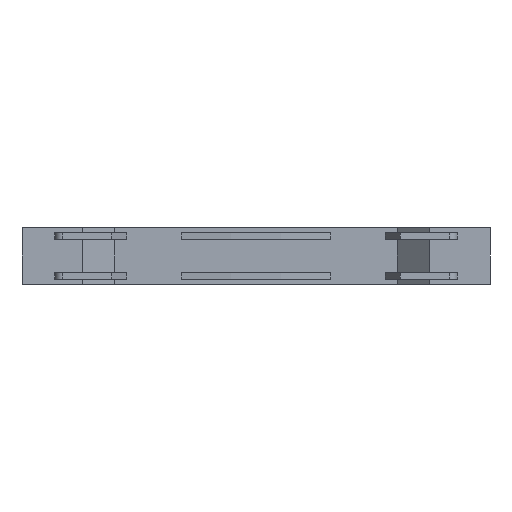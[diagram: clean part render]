
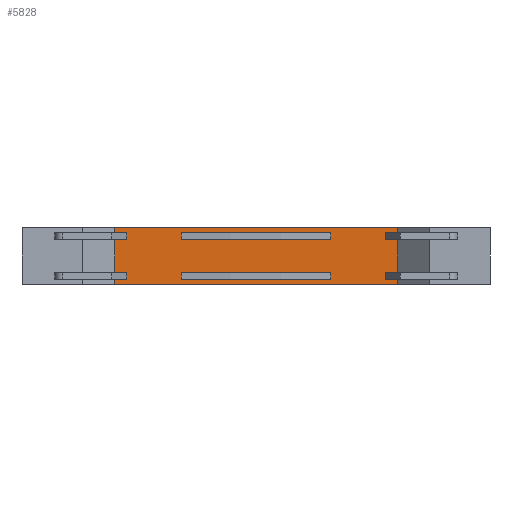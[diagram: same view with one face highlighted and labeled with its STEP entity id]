
A CAD part, front view. The second image highlights one B-rep face of the part: STEP entity #5828.
In plain terms, the highlighted planar face has unit normal (0, -1, 0).
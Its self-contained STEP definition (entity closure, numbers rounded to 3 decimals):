
#246 = EDGE_CURVE ( 'NONE', #6113, #8135, #603, .T. ) ;
#327 = ORIENTED_EDGE ( 'NONE', *, *, #6158, .T. ) ;
#603 = LINE ( 'NONE', #5330, #7959 ) ;
#715 = LINE ( 'NONE', #7736, #6216 ) ;
#786 = LINE ( 'NONE', #4669, #2449 ) ;
#851 = VERTEX_POINT ( 'NONE', #2036 ) ;
#903 = CARTESIAN_POINT ( 'NONE',  ( 9.29, 0., 2.875 ) ) ;
#932 = CARTESIAN_POINT ( 'NONE',  ( 9.29, 0., -2.075 ) ) ;
#1072 = EDGE_CURVE ( 'NONE', #4459, #7467, #5667, .T. ) ;
#1507 = CARTESIAN_POINT ( 'NONE',  ( 0., 0., -2.075 ) ) ;
#1522 = CARTESIAN_POINT ( 'NONE',  ( -9.29, 0., 2.875 ) ) ;
#1626 = LINE ( 'NONE', #1507, #8500 ) ;
#1639 = VECTOR ( 'NONE', #4517, 1000. ) ;
#1659 = VECTOR ( 'NONE', #5843, 1000. ) ;
#1720 = DIRECTION ( 'NONE',  ( 0., 0., -1. ) ) ;
#1886 = DIRECTION ( 'NONE',  ( 1., 0., 0. ) ) ;
#1970 = CARTESIAN_POINT ( 'NONE',  ( 0., 0., 3.5 ) ) ;
#2000 = EDGE_CURVE ( 'NONE', #7467, #2779, #786, .T. ) ;
#2036 = CARTESIAN_POINT ( 'NONE',  ( 9.29, 0., -2.875 ) ) ;
#2083 = EDGE_CURVE ( 'NONE', #4083, #5445, #1626, .T. ) ;
#2205 = FACE_BOUND ( 'NONE', #4599, .T. ) ;
#2216 = DIRECTION ( 'NONE',  ( -1., 0., 0. ) ) ;
#2254 = EDGE_CURVE ( 'NONE', #6743, #4459, #7193, .T. ) ;
#2413 = VECTOR ( 'NONE', #5239, 1000. ) ;
#2427 = LINE ( 'NONE', #7517, #6037 ) ;
#2436 = CARTESIAN_POINT ( 'NONE',  ( -17.5, 0., 3.5 ) ) ;
#2449 = VECTOR ( 'NONE', #6782, 1000. ) ;
#2644 = LINE ( 'NONE', #6893, #4565 ) ;
#2682 = DIRECTION ( 'NONE',  ( 0., 0., 1. ) ) ;
#2779 = VERTEX_POINT ( 'NONE', #7280 ) ;
#2872 = ORIENTED_EDGE ( 'NONE', *, *, #5770, .T. ) ;
#3061 = EDGE_LOOP ( 'NONE', ( #8633, #6555, #8854, #3939 ) ) ;
#3186 = ORIENTED_EDGE ( 'NONE', *, *, #6052, .T. ) ;
#3246 = DIRECTION ( 'NONE',  ( 1., 0., 0. ) ) ;
#3405 = VECTOR ( 'NONE', #1720, 1000. ) ;
#3459 = ORIENTED_EDGE ( 'NONE', *, *, #2083, .F. ) ;
#3939 = ORIENTED_EDGE ( 'NONE', *, *, #1072, .T. ) ;
#4083 = VERTEX_POINT ( 'NONE', #7018 ) ;
#4197 = DIRECTION ( 'NONE',  ( 0., 0., 1. ) ) ;
#4215 = VERTEX_POINT ( 'NONE', #1522 ) ;
#4331 = LINE ( 'NONE', #932, #2413 ) ;
#4386 = CARTESIAN_POINT ( 'NONE',  ( -27., 0., -3.5 ) ) ;
#4414 = CARTESIAN_POINT ( 'NONE',  ( -9.29, 0., -2.075 ) ) ;
#4459 = VERTEX_POINT ( 'NONE', #9031 ) ;
#4517 = DIRECTION ( 'NONE',  ( 1., 0., 0. ) ) ;
#4535 = CARTESIAN_POINT ( 'NONE',  ( -17.5, 0., 3.5 ) ) ;
#4565 = VECTOR ( 'NONE', #1886, 1000. ) ;
#4599 = EDGE_LOOP ( 'NONE', ( #3459, #327, #3186, #4862 ) ) ;
#4669 = CARTESIAN_POINT ( 'NONE',  ( 17.5, 0., 3.5 ) ) ;
#4709 = CARTESIAN_POINT ( 'NONE',  ( 17.5, 0., -3.5 ) ) ;
#4862 = ORIENTED_EDGE ( 'NONE', *, *, #5219, .T. ) ;
#4973 = ORIENTED_EDGE ( 'NONE', *, *, #6390, .F. ) ;
#5098 = VERTEX_POINT ( 'NONE', #6020 ) ;
#5135 = CARTESIAN_POINT ( 'NONE',  ( 0., 0., -2.875 ) ) ;
#5219 = EDGE_CURVE ( 'NONE', #5799, #5445, #715, .T. ) ;
#5239 = DIRECTION ( 'NONE',  ( 0., 0., -1. ) ) ;
#5296 = CARTESIAN_POINT ( 'NONE',  ( -9.29, 0., 2.075 ) ) ;
#5330 = CARTESIAN_POINT ( 'NONE',  ( 9.29, 0., 2.075 ) ) ;
#5350 = VECTOR ( 'NONE', #7004, 1000. ) ;
#5369 = DIRECTION ( 'NONE',  ( 0., 0., -1. ) ) ;
#5445 = VERTEX_POINT ( 'NONE', #4414 ) ;
#5489 = LINE ( 'NONE', #5296, #8995 ) ;
#5494 = CARTESIAN_POINT ( 'NONE',  ( -9.29, 0., -2.875 ) ) ;
#5542 = AXIS2_PLACEMENT_3D ( 'NONE', #1970, #6978, #2682 ) ;
#5579 = LINE ( 'NONE', #5591, #5350 ) ;
#5591 = CARTESIAN_POINT ( 'NONE',  ( 0., 0., 2.075 ) ) ;
#5667 = LINE ( 'NONE', #4386, #1639 ) ;
#5770 = EDGE_CURVE ( 'NONE', #4215, #6113, #2644, .T. ) ;
#5799 = VERTEX_POINT ( 'NONE', #5494 ) ;
#5828 = ADVANCED_FACE ( 'NONE', ( #2205, #6470, #7679 ), #6242, .F. ) ;
#5843 = DIRECTION ( 'NONE',  ( -1., 0., 0. ) ) ;
#5973 = DIRECTION ( 'NONE',  ( 0., 0., 1. ) ) ;
#6020 = CARTESIAN_POINT ( 'NONE',  ( -9.29, 0., 2.075 ) ) ;
#6037 = VECTOR ( 'NONE', #3246, 1000. ) ;
#6052 = EDGE_CURVE ( 'NONE', #851, #5799, #7354, .T. ) ;
#6113 = VERTEX_POINT ( 'NONE', #903 ) ;
#6158 = EDGE_CURVE ( 'NONE', #4083, #851, #4331, .T. ) ;
#6216 = VECTOR ( 'NONE', #4197, 1000. ) ;
#6242 = PLANE ( 'NONE',  #5542 ) ;
#6390 = EDGE_CURVE ( 'NONE', #5098, #8135, #5579, .T. ) ;
#6470 = FACE_OUTER_BOUND ( 'NONE', #3061, .T. ) ;
#6555 = ORIENTED_EDGE ( 'NONE', *, *, #7456, .F. ) ;
#6743 = VERTEX_POINT ( 'NONE', #2436 ) ;
#6782 = DIRECTION ( 'NONE',  ( 0., 0., 1. ) ) ;
#6893 = CARTESIAN_POINT ( 'NONE',  ( 0., 0., 2.875 ) ) ;
#6977 = ORIENTED_EDGE ( 'NONE', *, *, #7290, .T. ) ;
#6978 = DIRECTION ( 'NONE',  ( 0., 1., 0. ) ) ;
#7004 = DIRECTION ( 'NONE',  ( 1., 0., 0. ) ) ;
#7018 = CARTESIAN_POINT ( 'NONE',  ( 9.29, 0., -2.075 ) ) ;
#7193 = LINE ( 'NONE', #4535, #3405 ) ;
#7280 = CARTESIAN_POINT ( 'NONE',  ( 17.5, 0., 3.5 ) ) ;
#7290 = EDGE_CURVE ( 'NONE', #5098, #4215, #5489, .T. ) ;
#7354 = LINE ( 'NONE', #5135, #1659 ) ;
#7456 = EDGE_CURVE ( 'NONE', #6743, #2779, #2427, .T. ) ;
#7467 = VERTEX_POINT ( 'NONE', #4709 ) ;
#7517 = CARTESIAN_POINT ( 'NONE',  ( 0., 0., 3.5 ) ) ;
#7608 = CARTESIAN_POINT ( 'NONE',  ( 9.29, 0., 2.075 ) ) ;
#7658 = EDGE_LOOP ( 'NONE', ( #4973, #6977, #2872, #7883 ) ) ;
#7679 = FACE_BOUND ( 'NONE', #7658, .T. ) ;
#7736 = CARTESIAN_POINT ( 'NONE',  ( -9.29, 0., -2.075 ) ) ;
#7883 = ORIENTED_EDGE ( 'NONE', *, *, #246, .T. ) ;
#7959 = VECTOR ( 'NONE', #5369, 1000. ) ;
#8135 = VERTEX_POINT ( 'NONE', #7608 ) ;
#8500 = VECTOR ( 'NONE', #2216, 1000. ) ;
#8633 = ORIENTED_EDGE ( 'NONE', *, *, #2000, .T. ) ;
#8854 = ORIENTED_EDGE ( 'NONE', *, *, #2254, .T. ) ;
#8995 = VECTOR ( 'NONE', #5973, 1000. ) ;
#9031 = CARTESIAN_POINT ( 'NONE',  ( -17.5, 0., -3.5 ) ) ;
